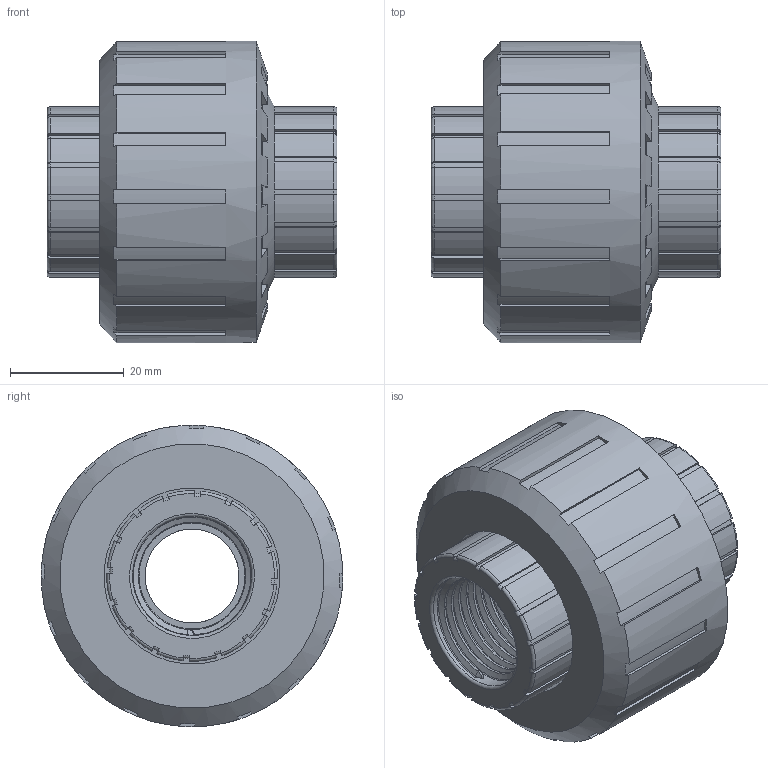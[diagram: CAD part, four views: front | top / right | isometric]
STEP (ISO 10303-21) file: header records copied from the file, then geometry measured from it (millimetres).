
FILE_DESCRIPTION (( 'STEP AP203' ), '1' );
FILE_NAME ('00290_0303.STEP', '2017-06-08T13:08:48', ( '' ), ( '' ), 'SwSTEP 2.0', 'SolidWorks 2011', '' );
FILE_SCHEMA (( 'CONFIG_CONTROL_DESIGN' ));
Length unit declared in the file: millimetre
Products named in the file (5): 00290_0303; 8052211_14; 00291_0303; 00292_0303; 00293_0303
Assembly tree (4 placements, depth 2):
  00290_0303
    00291_0303
    8052211_14
    00293_0303
    00292_0303
Bounding box: 50.9 x 52.99 x 53 mm (x, y, z)
Volume: 60742.2 mm3; surface area: 28134 mm2
Topology: 4 solids, 4 shells, 431 faces, 1217 edges, 791 vertices
Faces by surface type: plane 190, cylinder 119, torus 79, cone 27, bspline 16
Full cylindrical faces by diameter (mm): 16.5 x1, 16.6 x1, 19.8 x1, 20.955 x16, 27.4 x1, 31 x1, 34 x3, 34.5 x1, 38.4 x5, 38.9 x1, 41.8 x1, 53 x1
Entity records: 24485 total; most frequent: CARTESIAN_POINT 14148, ORIENTED_EDGE 2206, DIRECTION 1901, EDGE_CURVE 1103, AXIS2_PLACEMENT_3D 752, VERTEX_POINT 732, EDGE_LOOP 441, FACE_OUTER_BOUND 425
